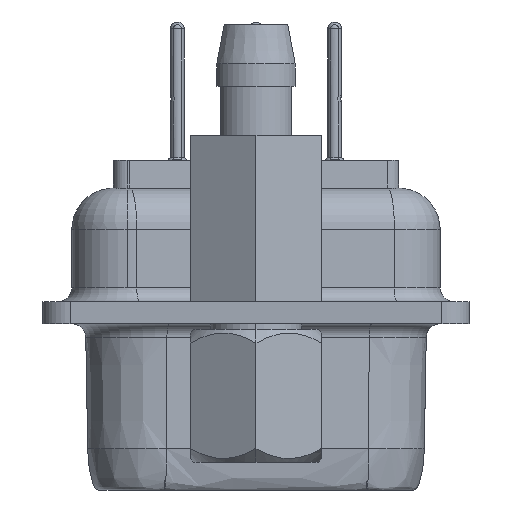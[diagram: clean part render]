
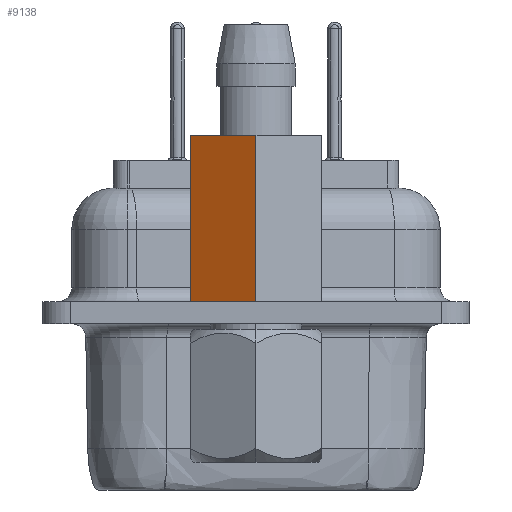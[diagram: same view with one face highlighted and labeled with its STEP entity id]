
A CAD part, left-side view. The second image highlights one B-rep face of the part: STEP entity #9138.
In plain terms, the highlighted planar face has unit normal (-0.866, 0.5, 0).
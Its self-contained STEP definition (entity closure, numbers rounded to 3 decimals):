
#7299 = DIRECTION ( 'NONE',  ( 0., 0., -1. ) ) ;
#9138 = ADVANCED_FACE ( 'NONE', ( #45665 ), #39086, .F. ) ;
#12649 = CARTESIAN_POINT ( 'NONE',  ( -33.292, 0., 12.8 ) ) ;
#13742 = ORIENTED_EDGE ( 'NONE', *, *, #82856, .F. ) ;
#15738 = EDGE_LOOP ( 'NONE', ( #38437, #13742, #56653, #49794 ) ) ;
#18901 = EDGE_CURVE ( 'NONE', #72298, #78235, #88113, .T. ) ;
#18926 = CARTESIAN_POINT ( 'NONE',  ( -33.292, 0., 6.8 ) ) ;
#18954 = CARTESIAN_POINT ( 'NONE',  ( -31.921, 2.375, 12.8 ) ) ;
#28398 = CARTESIAN_POINT ( 'NONE',  ( -31.921, 2.375, 12.8 ) ) ;
#29720 = CARTESIAN_POINT ( 'NONE',  ( -33.292, 0., 12.8 ) ) ;
#30437 = VERTEX_POINT ( 'NONE', #18926 ) ;
#31510 = DIRECTION ( 'NONE',  ( -0.5, -0.866, 0. ) ) ;
#32017 = VECTOR ( 'NONE', #51922, 1000. ) ;
#33540 = VECTOR ( 'NONE', #60556, 1000. ) ;
#34753 = VECTOR ( 'NONE', #60002, 1000. ) ;
#37300 = LINE ( 'NONE', #29720, #33540 ) ;
#38437 = ORIENTED_EDGE ( 'NONE', *, *, #62803, .F. ) ;
#39086 = PLANE ( 'NONE',  #92853 ) ;
#45665 = FACE_OUTER_BOUND ( 'NONE', #15738, .T. ) ;
#46388 = VECTOR ( 'NONE', #7299, 1000. ) ;
#49794 = ORIENTED_EDGE ( 'NONE', *, *, #18901, .T. ) ;
#51922 = DIRECTION ( 'NONE',  ( 0., 0., -1. ) ) ;
#52898 = LINE ( 'NONE', #97821, #32017 ) ;
#56653 = ORIENTED_EDGE ( 'NONE', *, *, #92393, .T. ) ;
#60002 = DIRECTION ( 'NONE',  ( 0.5, 0.866, 0. ) ) ;
#60556 = DIRECTION ( 'NONE',  ( 0.5, 0.866, 0. ) ) ;
#62803 = EDGE_CURVE ( 'NONE', #30437, #78235, #74601, .T. ) ;
#63878 = VERTEX_POINT ( 'NONE', #12649 ) ;
#69810 = CARTESIAN_POINT ( 'NONE',  ( -31.921, 2.375, 6.8 ) ) ;
#72298 = VERTEX_POINT ( 'NONE', #28398 ) ;
#74601 = LINE ( 'NONE', #75100, #34753 ) ;
#75100 = CARTESIAN_POINT ( 'NONE',  ( -33.292, 0., 6.8 ) ) ;
#78235 = VERTEX_POINT ( 'NONE', #69810 ) ;
#78439 = CARTESIAN_POINT ( 'NONE',  ( -33.292, 0., 12.8 ) ) ;
#82856 = EDGE_CURVE ( 'NONE', #63878, #30437, #52898, .T. ) ;
#85540 = DIRECTION ( 'NONE',  ( 0.866, -0.5, 0. ) ) ;
#88113 = LINE ( 'NONE', #18954, #46388 ) ;
#92393 = EDGE_CURVE ( 'NONE', #63878, #72298, #37300, .T. ) ;
#92853 = AXIS2_PLACEMENT_3D ( 'NONE', #78439, #85540, #31510 ) ;
#97821 = CARTESIAN_POINT ( 'NONE',  ( -33.292, 0., 12.8 ) ) ;
